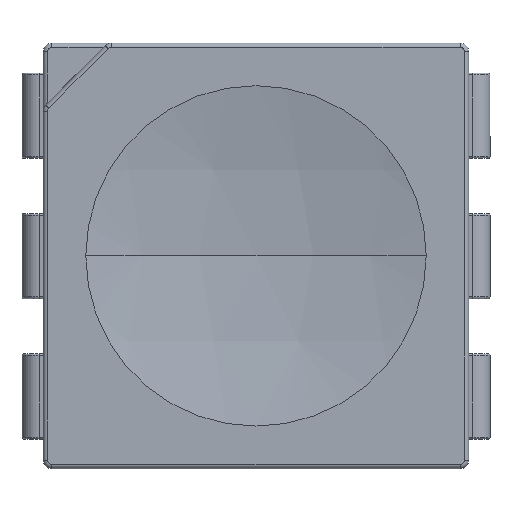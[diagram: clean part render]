
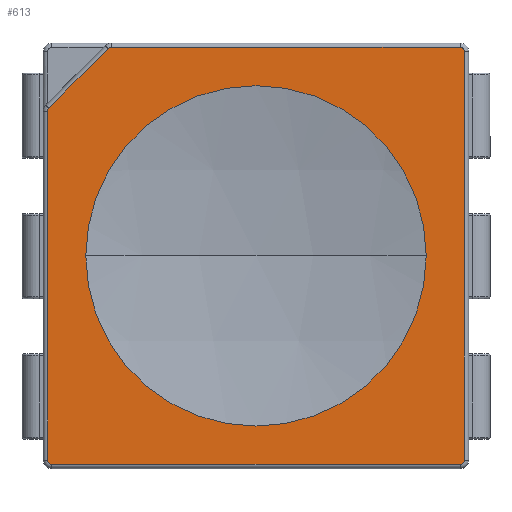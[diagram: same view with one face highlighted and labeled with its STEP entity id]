
A CAD part, top view. The second image highlights one B-rep face of the part: STEP entity #613.
In plain terms, the highlighted planar face has unit normal (0, 0, 1).
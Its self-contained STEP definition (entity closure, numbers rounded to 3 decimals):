
#419 = ORIENTED_EDGE ( 'NONE', *, *, #3386, .T. ) ;
#519 = CARTESIAN_POINT ( 'NONE',  ( 2.4, -2.45, 1.4 ) ) ;
#613 = ADVANCED_FACE ( 'NONE', ( #9180, #969 ), #1150, .T. ) ;
#969 = FACE_BOUND ( 'NONE', #12934, .T. ) ;
#1077 = CARTESIAN_POINT ( 'NONE',  ( 2.4, -2.45, 1.4 ) ) ;
#1150 = PLANE ( 'NONE',  #13344 ) ;
#1339 = ORIENTED_EDGE ( 'NONE', *, *, #10538, .T. ) ;
#1340 = CARTESIAN_POINT ( 'NONE',  ( -1.701, 2.45, 1.4 ) ) ;
#1766 = VERTEX_POINT ( 'NONE', #2092 ) ;
#1792 = VECTOR ( 'NONE', #9099, 1000. ) ;
#1828 = LINE ( 'NONE', #4099, #12871 ) ;
#1947 = CARTESIAN_POINT ( 'NONE',  ( 0., 0., 1.4 ) ) ;
#2014 = DIRECTION ( 'NONE',  ( 0., 0., 1. ) ) ;
#2017 = EDGE_CURVE ( 'NONE', #9221, #13051, #8806, .T. ) ;
#2092 = CARTESIAN_POINT ( 'NONE',  ( 2.45, -2.4, 1.4 ) ) ;
#2242 = VERTEX_POINT ( 'NONE', #519 ) ;
#2495 = CARTESIAN_POINT ( 'NONE',  ( -2.4, -2.45, 1.4 ) ) ;
#2529 = ORIENTED_EDGE ( 'NONE', *, *, #6379, .T. ) ;
#2549 = ORIENTED_EDGE ( 'NONE', *, *, #2017, .T. ) ;
#2707 = AXIS2_PLACEMENT_3D ( 'NONE', #4930, #12423, #6006 ) ;
#2966 = VERTEX_POINT ( 'NONE', #10041 ) ;
#3024 = DIRECTION ( 'NONE',  ( 1., 0., 0. ) ) ;
#3119 = CARTESIAN_POINT ( 'NONE',  ( -1.737, 2.435, 1.4 ) ) ;
#3230 = AXIS2_PLACEMENT_3D ( 'NONE', #10155, #3736, #11233 ) ;
#3386 = EDGE_CURVE ( 'NONE', #13051, #8521, #6106, .T. ) ;
#3726 = AXIS2_PLACEMENT_3D ( 'NONE', #11346, #4934, #12432 ) ;
#3736 = DIRECTION ( 'NONE',  ( 0., 0., 1. ) ) ;
#3828 = AXIS2_PLACEMENT_3D ( 'NONE', #8440, #2014, #9502 ) ;
#4063 = ORIENTED_EDGE ( 'NONE', *, *, #8463, .T. ) ;
#4099 = CARTESIAN_POINT ( 'NONE',  ( -2.45, -2.4, 1.4 ) ) ;
#4106 = CIRCLE ( 'NONE', #3230, 0.05 ) ;
#4173 = ORIENTED_EDGE ( 'NONE', *, *, #12314, .F. ) ;
#4313 = DIRECTION ( 'NONE',  ( 1., 0., 0. ) ) ;
#4390 = DIRECTION ( 'NONE',  ( 0., 0., 1. ) ) ;
#4647 = LINE ( 'NONE', #11224, #1792 ) ;
#4930 = CARTESIAN_POINT ( 'NONE',  ( 0., 0., 1.4 ) ) ;
#4934 = DIRECTION ( 'NONE',  ( 0., 0., 1. ) ) ;
#5116 = DIRECTION ( 'NONE',  ( 0., 0., 1. ) ) ;
#5217 = DIRECTION ( 'NONE',  ( 0., 0., 1. ) ) ;
#5282 = EDGE_CURVE ( 'NONE', #1766, #10564, #4647, .T. ) ;
#5294 = CIRCLE ( 'NONE', #3726, 0.05 ) ;
#5451 = VERTEX_POINT ( 'NONE', #9371 ) ;
#5546 = VECTOR ( 'NONE', #5635, 1000. ) ;
#5558 = CARTESIAN_POINT ( 'NONE',  ( -1.701, 2.45, 1.4 ) ) ;
#5635 = DIRECTION ( 'NONE',  ( -1., 0., 0. ) ) ;
#5803 = CIRCLE ( 'NONE', #8567, 0.05 ) ;
#5836 = ORIENTED_EDGE ( 'NONE', *, *, #11894, .T. ) ;
#6006 = DIRECTION ( 'NONE',  ( 1., 0., 0. ) ) ;
#6106 = LINE ( 'NONE', #7774, #11471 ) ;
#6379 = EDGE_CURVE ( 'NONE', #8521, #13235, #4106, .T. ) ;
#6592 = ORIENTED_EDGE ( 'NONE', *, *, #5282, .T. ) ;
#6812 = EDGE_CURVE ( 'NONE', #11817, #10369, #13438, .T. ) ;
#7429 = AXIS2_PLACEMENT_3D ( 'NONE', #11527, #5116, #12600 ) ;
#7549 = CARTESIAN_POINT ( 'NONE',  ( 2., 0., 1.4 ) ) ;
#7589 = AXIS2_PLACEMENT_3D ( 'NONE', #1947, #9437, #3024 ) ;
#7754 = CIRCLE ( 'NONE', #7589, 2. ) ;
#7766 = CARTESIAN_POINT ( 'NONE',  ( -2.45, 1.701, 1.4 ) ) ;
#7769 = VECTOR ( 'NONE', #4313, 1000. ) ;
#7774 = CARTESIAN_POINT ( 'NONE',  ( -2.435, 1.737, 1.4 ) ) ;
#8390 = LINE ( 'NONE', #1340, #5546 ) ;
#8440 = CARTESIAN_POINT ( 'NONE',  ( 2.4, 2.4, 1.4 ) ) ;
#8463 = EDGE_CURVE ( 'NONE', #13235, #2966, #1828, .T. ) ;
#8520 = ORIENTED_EDGE ( 'NONE', *, *, #13850, .T. ) ;
#8521 = VERTEX_POINT ( 'NONE', #13821 ) ;
#8567 = AXIS2_PLACEMENT_3D ( 'NONE', #11632, #5217, #12701 ) ;
#8806 = CIRCLE ( 'NONE', #7429, 0.05 ) ;
#8846 = DIRECTION ( 'NONE',  ( -0.707, -0.707, 0. ) ) ;
#9099 = DIRECTION ( 'NONE',  ( 0., 1., 0. ) ) ;
#9106 = CIRCLE ( 'NONE', #3828, 0.05 ) ;
#9180 = FACE_OUTER_BOUND ( 'NONE', #13788, .T. ) ;
#9221 = VERTEX_POINT ( 'NONE', #5558 ) ;
#9245 = ORIENTED_EDGE ( 'NONE', *, *, #6812, .F. ) ;
#9371 = CARTESIAN_POINT ( 'NONE',  ( 2.4, 2.45, 1.4 ) ) ;
#9437 = DIRECTION ( 'NONE',  ( 0., 0., 1. ) ) ;
#9502 = DIRECTION ( 'NONE',  ( 1., 0., 0. ) ) ;
#10041 = CARTESIAN_POINT ( 'NONE',  ( -2.45, -2.4, 1.4 ) ) ;
#10155 = CARTESIAN_POINT ( 'NONE',  ( -2.4, 1.701, 1.4 ) ) ;
#10241 = EDGE_CURVE ( 'NONE', #2242, #1766, #5803, .T. ) ;
#10324 = CARTESIAN_POINT ( 'NONE',  ( 2.45, 2.4, 1.4 ) ) ;
#10369 = VERTEX_POINT ( 'NONE', #7549 ) ;
#10538 = EDGE_CURVE ( 'NONE', #2966, #11617, #5294, .T. ) ;
#10564 = VERTEX_POINT ( 'NONE', #10324 ) ;
#10802 = CARTESIAN_POINT ( 'NONE',  ( 0., 0., 1.4 ) ) ;
#11224 = CARTESIAN_POINT ( 'NONE',  ( 2.45, 2.4, 1.4 ) ) ;
#11233 = DIRECTION ( 'NONE',  ( 1., 0., 0. ) ) ;
#11346 = CARTESIAN_POINT ( 'NONE',  ( -2.4, -2.4, 1.4 ) ) ;
#11471 = VECTOR ( 'NONE', #8846, 1000. ) ;
#11527 = CARTESIAN_POINT ( 'NONE',  ( -1.701, 2.4, 1.4 ) ) ;
#11617 = VERTEX_POINT ( 'NONE', #2495 ) ;
#11632 = CARTESIAN_POINT ( 'NONE',  ( 2.4, -2.4, 1.4 ) ) ;
#11661 = CARTESIAN_POINT ( 'NONE',  ( -2., 0., 1.4 ) ) ;
#11790 = EDGE_CURVE ( 'NONE', #10564, #5451, #9106, .T. ) ;
#11817 = VERTEX_POINT ( 'NONE', #11661 ) ;
#11880 = DIRECTION ( 'NONE',  ( 1., 0., 0. ) ) ;
#11894 = EDGE_CURVE ( 'NONE', #11617, #2242, #13787, .T. ) ;
#12314 = EDGE_CURVE ( 'NONE', #10369, #11817, #7754, .T. ) ;
#12423 = DIRECTION ( 'NONE',  ( 0., 0., 1. ) ) ;
#12432 = DIRECTION ( 'NONE',  ( 1., 0., 0. ) ) ;
#12600 = DIRECTION ( 'NONE',  ( 1., 0., 0. ) ) ;
#12625 = ORIENTED_EDGE ( 'NONE', *, *, #11790, .T. ) ;
#12701 = DIRECTION ( 'NONE',  ( 1., 0., 0. ) ) ;
#12871 = VECTOR ( 'NONE', #13736, 1000. ) ;
#12934 = EDGE_LOOP ( 'NONE', ( #4173, #9245 ) ) ;
#13051 = VERTEX_POINT ( 'NONE', #3119 ) ;
#13235 = VERTEX_POINT ( 'NONE', #7766 ) ;
#13344 = AXIS2_PLACEMENT_3D ( 'NONE', #10802, #4390, #11880 ) ;
#13407 = ORIENTED_EDGE ( 'NONE', *, *, #10241, .T. ) ;
#13438 = CIRCLE ( 'NONE', #2707, 2. ) ;
#13736 = DIRECTION ( 'NONE',  ( 0., -1., 0. ) ) ;
#13787 = LINE ( 'NONE', #1077, #7769 ) ;
#13788 = EDGE_LOOP ( 'NONE', ( #6592, #12625, #8520, #2549, #419, #2529, #4063, #1339, #5836, #13407 ) ) ;
#13821 = CARTESIAN_POINT ( 'NONE',  ( -2.435, 1.737, 1.4 ) ) ;
#13850 = EDGE_CURVE ( 'NONE', #5451, #9221, #8390, .T. ) ;
